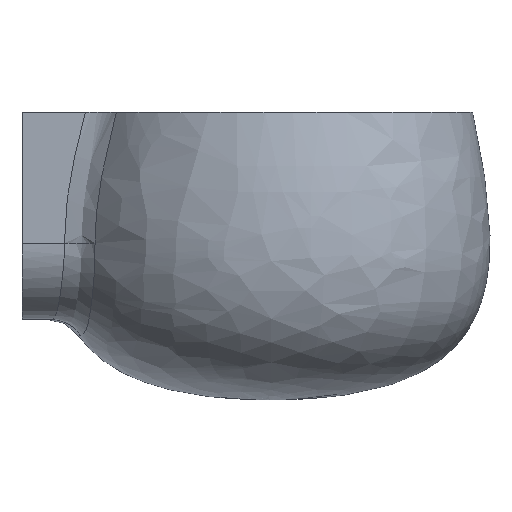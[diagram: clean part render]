
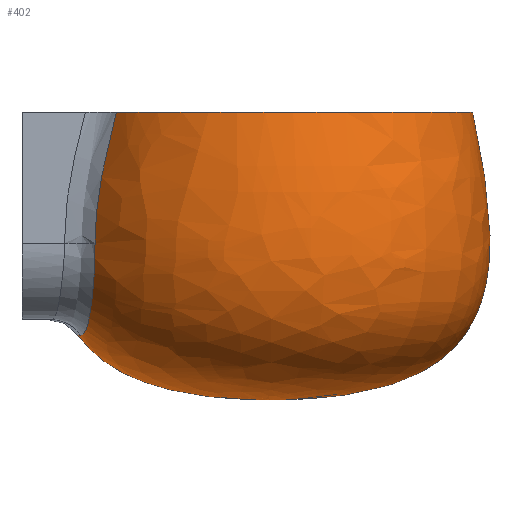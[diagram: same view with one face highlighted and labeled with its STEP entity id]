
A CAD part, left-side view. The second image highlights one B-rep face of the part: STEP entity #402.
In plain terms, the highlighted free-form (B-spline) face has degree [2, 3] with [5, 4] control points.
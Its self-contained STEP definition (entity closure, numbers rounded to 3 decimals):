
#22=(
BOUNDED_SURFACE()
B_SPLINE_SURFACE(2,3,((#5412,#5413,#5414,#5415),(#5416,#5417,#5418,#5419),
(#5420,#5421,#5422,#5423),(#5424,#5425,#5426,#5427),(#5428,#5429,#5430,
#5431)),.UNSPECIFIED.,.F.,.F.,.F.)
B_SPLINE_SURFACE_WITH_KNOTS((3,2,3),(4,4),(0.,90.539,181.078),
(0.,323.71),.UNSPECIFIED.)
GEOMETRIC_REPRESENTATION_ITEM()
RATIONAL_B_SPLINE_SURFACE(((1.,1.,1.,1.),(0.707,0.707,
0.707,0.707),(1.,1.,1.,1.),(0.707,0.707,
0.707,0.707),(1.,1.,1.,1.)))
REPRESENTATION_ITEM('')
SURFACE()
);
#402=ADVANCED_FACE('',(#538),#22,.T.);
#538=FACE_OUTER_BOUND('',#697,.T.);
#697=EDGE_LOOP('',(#1195,#1196,#1197,#1198,#1199,#1200));
#1195=ORIENTED_EDGE('',*,*,#1842,.T.);
#1196=ORIENTED_EDGE('',*,*,#1872,.T.);
#1197=ORIENTED_EDGE('',*,*,#1878,.T.);
#1198=ORIENTED_EDGE('',*,*,#1874,.T.);
#1199=ORIENTED_EDGE('',*,*,#1843,.T.);
#1200=ORIENTED_EDGE('',*,*,#1841,.T.);
#1841=EDGE_CURVE('',#2940,#2941,#2186,.T.);
#1842=EDGE_CURVE('',#2941,#2942,#2187,.T.);
#1843=EDGE_CURVE('',#2945,#2940,#2188,.T.);
#1872=EDGE_CURVE('',#2942,#2943,#2203,.T.);
#1874=EDGE_CURVE('',#2944,#2945,#2205,.T.);
#1878=EDGE_CURVE('',#2943,#2944,#2209,.T.);
#2186=(
BOUNDED_CURVE()
B_SPLINE_CURVE(3,(#5700,#5701,#5702,#5703),.UNSPECIFIED.,.F.,.F.)
B_SPLINE_CURVE_WITH_KNOTS((4,4),(-323.71,0.),
 .UNSPECIFIED.)
CURVE()
GEOMETRIC_REPRESENTATION_ITEM()
RATIONAL_B_SPLINE_CURVE((1.,1.,1.,1.))
REPRESENTATION_ITEM('')
);
#2187=(
BOUNDED_CURVE()
B_SPLINE_CURVE(2,(#5704,#5705,#5706,#5707,#5708),.UNSPECIFIED.,.F.,.F.)
B_SPLINE_CURVE_WITH_KNOTS((3,2,3),(0.,74.556,149.112),
 .UNSPECIFIED.)
CURVE()
GEOMETRIC_REPRESENTATION_ITEM()
RATIONAL_B_SPLINE_CURVE((1.,0.818,1.,0.818,1.))
REPRESENTATION_ITEM('')
);
#2188=(
BOUNDED_CURVE()
B_SPLINE_CURVE(3,(#5709,#5710,#5711,#5712),.UNSPECIFIED.,.F.,.F.)
B_SPLINE_CURVE_WITH_KNOTS((4,4),(180.049,323.71),
 .UNSPECIFIED.)
CURVE()
GEOMETRIC_REPRESENTATION_ITEM()
RATIONAL_B_SPLINE_CURVE((1.,1.,1.,1.))
REPRESENTATION_ITEM('')
);
#2203=(
BOUNDED_CURVE()
B_SPLINE_CURVE(3,(#5858,#5859,#5860,#5861,#5862,#5863,#5864,#5865,#5866,
#5867,#5868,#5869,#5870,#5871,#5872,#5873),.UNSPECIFIED.,.F.,.F.)
B_SPLINE_CURVE_WITH_KNOTS((4,3,3,3,3,4),(-35.069,-32.93,
-21.125,-9.291,-2.011,0.),.UNSPECIFIED.)
CURVE()
GEOMETRIC_REPRESENTATION_ITEM()
RATIONAL_B_SPLINE_CURVE((1.,1.,1.,1.,1.,1.,1.,1.,1.,1.,
1.,1.,1.,1.,
1.,1.))
REPRESENTATION_ITEM('')
);
#2205=(
BOUNDED_CURVE()
B_SPLINE_CURVE(3,(#5881,#5882,#5883,#5884),.UNSPECIFIED.,.F.,.F.)
B_SPLINE_CURVE_WITH_KNOTS((4,4),(-8.678,0.),.UNSPECIFIED.)
CURVE()
GEOMETRIC_REPRESENTATION_ITEM()
RATIONAL_B_SPLINE_CURVE((1.,1.,1.,1.))
REPRESENTATION_ITEM('')
);
#2209=(
BOUNDED_CURVE()
B_SPLINE_CURVE(3,(#5906,#5907,#5908,#5909,#5910,#5911,#5912,#5913,#5914,
#5915,#5916),.UNSPECIFIED.,.F.,.F.)
B_SPLINE_CURVE_WITH_KNOTS((4,1,1,1,1,1,1,1,4),(-39.742,-35.325,
-30.583,-25.573,-20.407,-15.232,
-10.186,-5.365,0.),.UNSPECIFIED.)
CURVE()
GEOMETRIC_REPRESENTATION_ITEM()
RATIONAL_B_SPLINE_CURVE((1.,1.,1.,1.,1.,1.,
1.,1.,1.,1.,1.))
REPRESENTATION_ITEM('')
);
#2940=VERTEX_POINT('',#5671);
#2941=VERTEX_POINT('',#5672);
#2942=VERTEX_POINT('',#5673);
#2943=VERTEX_POINT('',#5674);
#2944=VERTEX_POINT('',#5675);
#2945=VERTEX_POINT('',#5676);
#5412=CARTESIAN_POINT('',(550.158,-377.157,104.24));
#5413=CARTESIAN_POINT('',(550.158,-386.711,60.145));
#5414=CARTESIAN_POINT('',(550.158,-386.711,28.421));
#5415=CARTESIAN_POINT('',(550.158,-324.133,28.421));
#5416=CARTESIAN_POINT('',(497.134,-377.157,104.24));
#5417=CARTESIAN_POINT('',(487.58,-386.711,60.145));
#5418=CARTESIAN_POINT('',(487.58,-386.711,28.421));
#5419=CARTESIAN_POINT('',(550.158,-324.133,28.421));
#5420=CARTESIAN_POINT('',(497.134,-324.133,104.24));
#5421=CARTESIAN_POINT('',(487.58,-324.133,60.145));
#5422=CARTESIAN_POINT('',(487.58,-324.133,28.421));
#5423=CARTESIAN_POINT('',(550.158,-324.133,28.421));
#5424=CARTESIAN_POINT('',(497.134,-271.108,104.24));
#5425=CARTESIAN_POINT('',(487.58,-261.554,60.145));
#5426=CARTESIAN_POINT('',(487.58,-261.554,28.421));
#5427=CARTESIAN_POINT('',(550.158,-324.133,28.421));
#5428=CARTESIAN_POINT('',(550.158,-271.108,104.24));
#5429=CARTESIAN_POINT('',(550.158,-261.554,60.145));
#5430=CARTESIAN_POINT('',(550.158,-261.554,28.421));
#5431=CARTESIAN_POINT('',(550.158,-324.133,28.421));
#5671=CARTESIAN_POINT('',(550.158,-324.133,28.421));
#5672=CARTESIAN_POINT('',(550.158,-377.157,104.24));
#5673=CARTESIAN_POINT('',(516.384,-283.257,104.24));
#5674=CARTESIAN_POINT('',(516.072,-277.657,69.733));
#5675=CARTESIAN_POINT('',(541.533,-273.892,45.474));
#5676=CARTESIAN_POINT('',(550.158,-273.157,45.474));
#5700=CARTESIAN_POINT('',(550.158,-324.133,28.421));
#5701=CARTESIAN_POINT('',(550.158,-386.711,28.421));
#5702=CARTESIAN_POINT('',(550.158,-386.711,60.145));
#5703=CARTESIAN_POINT('',(550.158,-377.157,104.24));
#5704=CARTESIAN_POINT('',(550.158,-377.157,104.24));
#5705=CARTESIAN_POINT('',(512.88,-377.157,104.24));
#5706=CARTESIAN_POINT('',(500.263,-342.079,104.24));
#5707=CARTESIAN_POINT('',(487.646,-307.001,104.24));
#5708=CARTESIAN_POINT('',(516.384,-283.257,104.24));
#5709=CARTESIAN_POINT('',(550.158,-273.157,45.474));
#5710=CARTESIAN_POINT('',(550.158,-280.914,34.669));
#5711=CARTESIAN_POINT('',(550.158,-296.361,28.421));
#5712=CARTESIAN_POINT('',(550.158,-324.133,28.421));
#5858=CARTESIAN_POINT('',(516.384,-283.257,104.24));
#5859=CARTESIAN_POINT('',(516.371,-283.073,103.55));
#5860=CARTESIAN_POINT('',(516.358,-282.893,102.86));
#5861=CARTESIAN_POINT('',(516.346,-282.715,102.171));
#5862=CARTESIAN_POINT('',(516.277,-281.721,98.326));
#5863=CARTESIAN_POINT('',(516.22,-280.809,94.493));
#5864=CARTESIAN_POINT('',(516.177,-280.032,90.678));
#5865=CARTESIAN_POINT('',(516.133,-279.233,86.755));
#5866=CARTESIAN_POINT('',(516.104,-278.578,82.852));
#5867=CARTESIAN_POINT('',(516.088,-278.156,79.003));
#5868=CARTESIAN_POINT('',(516.078,-277.887,76.555));
#5869=CARTESIAN_POINT('',(516.073,-277.714,74.129));
#5870=CARTESIAN_POINT('',(516.072,-277.666,71.745));
#5871=CARTESIAN_POINT('',(516.072,-277.653,71.071));
#5872=CARTESIAN_POINT('',(516.072,-277.649,70.4));
#5873=CARTESIAN_POINT('',(516.072,-277.657,69.733));
#5881=CARTESIAN_POINT('',(541.533,-273.892,45.474));
#5882=CARTESIAN_POINT('',(544.38,-273.403,45.474));
#5883=CARTESIAN_POINT('',(547.269,-273.157,45.474));
#5884=CARTESIAN_POINT('',(550.158,-273.157,45.474));
#5906=CARTESIAN_POINT('',(516.072,-277.657,69.733));
#5907=CARTESIAN_POINT('',(516.072,-277.674,68.186));
#5908=CARTESIAN_POINT('',(516.347,-277.631,65.021));
#5909=CARTESIAN_POINT('',(517.625,-277.384,60.435));
#5910=CARTESIAN_POINT('',(519.858,-277.002,56.115));
#5911=CARTESIAN_POINT('',(523.013,-276.541,52.335));
#5912=CARTESIAN_POINT('',(526.933,-276.026,49.309));
#5913=CARTESIAN_POINT('',(531.367,-275.448,47.148));
#5914=CARTESIAN_POINT('',(536.281,-274.755,45.788));
#5915=CARTESIAN_POINT('',(539.724,-274.203,45.474));
#5916=CARTESIAN_POINT('',(541.533,-273.892,45.474));
